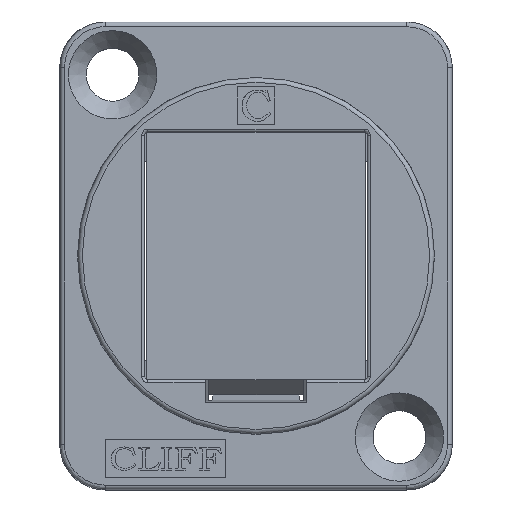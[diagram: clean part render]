
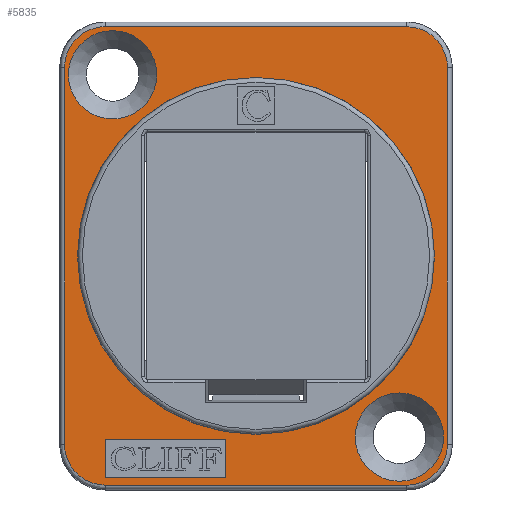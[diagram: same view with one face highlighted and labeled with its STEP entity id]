
A CAD part, top view. The second image highlights one B-rep face of the part: STEP entity #5835.
In plain terms, the highlighted planar face has unit normal (0, 0, 1).
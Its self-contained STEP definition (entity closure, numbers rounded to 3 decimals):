
#106=ELLIPSE('',#6189,2.7,2.7);
#107=ELLIPSE('',#6190,2.7,2.7);
#108=ELLIPSE('',#6191,2.7,2.7);
#109=ELLIPSE('',#6192,2.7,2.7);
#166=FACE_BOUND('',#942,.T.);
#167=FACE_BOUND('',#943,.T.);
#168=FACE_BOUND('',#944,.T.);
#169=FACE_BOUND('',#945,.T.);
#211=CIRCLE('',#5999,11.823);
#246=CIRCLE('',#6193,2.925);
#247=CIRCLE('',#6194,2.925);
#642=FACE_OUTER_BOUND('',#941,.T.);
#941=EDGE_LOOP('',(#4961,#4962,#4963,#4964,#4965,#4966,#4967,#4968));
#942=EDGE_LOOP('',(#4969,#4970,#4971,#4972));
#943=EDGE_LOOP('',(#4973));
#944=EDGE_LOOP('',(#4974));
#945=EDGE_LOOP('',(#4975));
#1492=LINE('',#10282,#2057);
#1496=LINE('',#10290,#2061);
#1499=LINE('',#10296,#2064);
#1502=LINE('',#10301,#2067);
#1518=LINE('',#10362,#2083);
#1519=LINE('',#10366,#2084);
#1520=LINE('',#10370,#2085);
#1521=LINE('',#10373,#2086);
#2057=VECTOR('',#7319,2.5);
#2061=VECTOR('',#7325,8.);
#2064=VECTOR('',#7330,2.5);
#2067=VECTOR('',#7335,8.);
#2083=VECTOR('',#7393,24.965);
#2084=VECTOR('',#7396,19.965);
#2085=VECTOR('',#7399,24.965);
#2086=VECTOR('',#7402,19.965);
#2321=VERTEX_POINT('',#8318);
#2613=VERTEX_POINT('',#10280);
#2614=VERTEX_POINT('',#10281);
#2617=VERTEX_POINT('',#10289);
#2619=VERTEX_POINT('',#10295);
#2629=VERTEX_POINT('',#10358);
#2630=VERTEX_POINT('',#10359);
#2631=VERTEX_POINT('',#10361);
#2632=VERTEX_POINT('',#10363);
#2633=VERTEX_POINT('',#10365);
#2634=VERTEX_POINT('',#10367);
#2635=VERTEX_POINT('',#10369);
#2636=VERTEX_POINT('',#10371);
#2637=VERTEX_POINT('',#10374);
#2638=VERTEX_POINT('',#10376);
#2923=EDGE_CURVE('',#2321,#2321,#211,.T.);
#3392=EDGE_CURVE('',#2613,#2614,#1492,.T.);
#3396=EDGE_CURVE('',#2617,#2613,#1496,.T.);
#3399=EDGE_CURVE('',#2619,#2617,#1499,.T.);
#3402=EDGE_CURVE('',#2614,#2619,#1502,.T.);
#3425=EDGE_CURVE('',#2629,#2630,#106,.T.);
#3426=EDGE_CURVE('',#2631,#2629,#1518,.T.);
#3427=EDGE_CURVE('',#2632,#2631,#107,.T.);
#3428=EDGE_CURVE('',#2633,#2632,#1519,.T.);
#3429=EDGE_CURVE('',#2634,#2633,#108,.T.);
#3430=EDGE_CURVE('',#2635,#2634,#1520,.T.);
#3431=EDGE_CURVE('',#2636,#2635,#109,.T.);
#3432=EDGE_CURVE('',#2630,#2636,#1521,.T.);
#3433=EDGE_CURVE('',#2637,#2637,#246,.T.);
#3434=EDGE_CURVE('',#2638,#2638,#247,.T.);
#4961=ORIENTED_EDGE('',*,*,#3425,.F.);
#4962=ORIENTED_EDGE('',*,*,#3426,.F.);
#4963=ORIENTED_EDGE('',*,*,#3427,.F.);
#4964=ORIENTED_EDGE('',*,*,#3428,.F.);
#4965=ORIENTED_EDGE('',*,*,#3429,.F.);
#4966=ORIENTED_EDGE('',*,*,#3430,.F.);
#4967=ORIENTED_EDGE('',*,*,#3431,.F.);
#4968=ORIENTED_EDGE('',*,*,#3432,.F.);
#4969=ORIENTED_EDGE('',*,*,#3392,.T.);
#4970=ORIENTED_EDGE('',*,*,#3402,.T.);
#4971=ORIENTED_EDGE('',*,*,#3399,.T.);
#4972=ORIENTED_EDGE('',*,*,#3396,.T.);
#4973=ORIENTED_EDGE('',*,*,#2923,.T.);
#4974=ORIENTED_EDGE('',*,*,#3433,.T.);
#4975=ORIENTED_EDGE('',*,*,#3434,.T.);
#5279=PLANE('',#6188);
#5835=ADVANCED_FACE('',(#642,#166,#167,#168,#169),#5279,.T.);
#5999=AXIS2_PLACEMENT_3D('',#8319,#6659,#6660);
#6188=AXIS2_PLACEMENT_3D('',#10357,#7389,#7390);
#6189=AXIS2_PLACEMENT_3D('',#10360,#7391,#7392);
#6190=AXIS2_PLACEMENT_3D('',#10364,#7394,#7395);
#6191=AXIS2_PLACEMENT_3D('',#10368,#7397,#7398);
#6192=AXIS2_PLACEMENT_3D('',#10372,#7400,#7401);
#6193=AXIS2_PLACEMENT_3D('',#10375,#7403,#7404);
#6194=AXIS2_PLACEMENT_3D('',#10377,#7405,#7406);
#6659=DIRECTION('center_axis',(0.,0.,-1.));
#6660=DIRECTION('ref_axis',(-1.,0.,0.));
#7319=DIRECTION('',(0.,1.,0.));
#7325=DIRECTION('',(-1.,0.,0.));
#7330=DIRECTION('',(0.,-1.,0.));
#7335=DIRECTION('',(1.,0.,0.));
#7389=DIRECTION('center_axis',(0.,0.,1.));
#7390=DIRECTION('ref_axis',(1.,0.,0.));
#7391=DIRECTION('center_axis',(0.,0.,-1.));
#7392=DIRECTION('ref_axis',(-0.707,0.707,0.));
#7393=DIRECTION('',(0.,1.,0.));
#7394=DIRECTION('center_axis',(0.,0.,-1.));
#7395=DIRECTION('ref_axis',(-0.707,-0.707,0.));
#7396=DIRECTION('',(-1.,0.,0.));
#7397=DIRECTION('center_axis',(0.,0.,-1.));
#7398=DIRECTION('ref_axis',(0.707,-0.707,0.));
#7399=DIRECTION('',(0.,-1.,0.));
#7400=DIRECTION('center_axis',(0.,0.,-1.));
#7401=DIRECTION('ref_axis',(0.707,0.707,0.));
#7402=DIRECTION('',(1.,0.,0.));
#7403=DIRECTION('center_axis',(0.,0.,-1.));
#7404=DIRECTION('ref_axis',(1.,0.,0.));
#7405=DIRECTION('center_axis',(0.,0.,-1.));
#7406=DIRECTION('ref_axis',(1.,0.,0.));
#8318=CARTESIAN_POINT('',(11.823,0.,2.3));
#8319=CARTESIAN_POINT('Origin',(0.,0.,2.3));
#10280=CARTESIAN_POINT('',(-10.,-14.683,2.3));
#10281=CARTESIAN_POINT('',(-10.,-12.183,2.3));
#10282=CARTESIAN_POINT('',(-10.,-7.341,2.3));
#10289=CARTESIAN_POINT('',(-2.,-14.683,2.3));
#10290=CARTESIAN_POINT('',(-1.,-14.683,2.3));
#10295=CARTESIAN_POINT('',(-2.,-12.183,2.3));
#10296=CARTESIAN_POINT('',(-2.,-6.091,2.3));
#10301=CARTESIAN_POINT('',(-5.,-12.183,2.3));
#10357=CARTESIAN_POINT('Origin',(0.,0.,
2.3));
#10358=CARTESIAN_POINT('',(-12.683,12.483,2.3));
#10359=CARTESIAN_POINT('',(-9.983,15.183,2.3));
#10360=CARTESIAN_POINT('Origin',(-9.982,12.482,2.3));
#10361=CARTESIAN_POINT('',(-12.683,-12.483,2.3));
#10362=CARTESIAN_POINT('',(-12.683,-7.75,2.3));
#10363=CARTESIAN_POINT('',(-9.983,-15.183,2.3));
#10364=CARTESIAN_POINT('Origin',(-9.982,-12.482,2.3));
#10365=CARTESIAN_POINT('',(9.983,-15.183,2.3));
#10366=CARTESIAN_POINT('',(6.5,-15.183,2.3));
#10367=CARTESIAN_POINT('',(12.683,-12.483,2.3));
#10368=CARTESIAN_POINT('Origin',(9.982,-12.482,2.3));
#10369=CARTESIAN_POINT('',(12.683,12.483,2.3));
#10370=CARTESIAN_POINT('',(12.683,7.75,2.3));
#10371=CARTESIAN_POINT('',(9.983,15.183,2.3));
#10372=CARTESIAN_POINT('Origin',(9.982,12.482,2.3));
#10373=CARTESIAN_POINT('',(-6.5,15.183,2.3));
#10374=CARTESIAN_POINT('',(6.575,-12.,2.3));
#10375=CARTESIAN_POINT('Origin',(9.5,-12.,2.3));
#10376=CARTESIAN_POINT('',(-12.425,12.,2.3));
#10377=CARTESIAN_POINT('Origin',(-9.5,12.,2.3));
